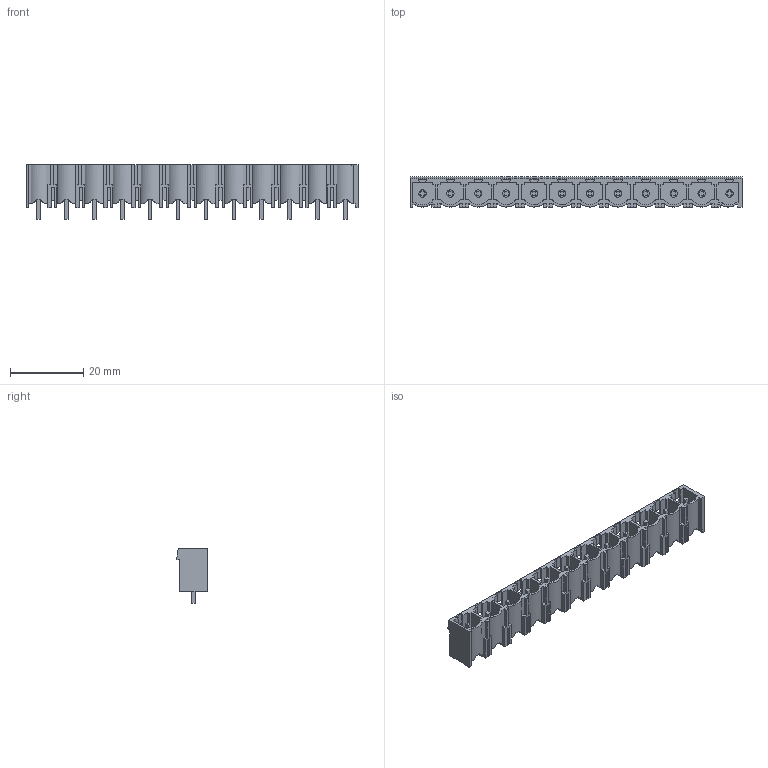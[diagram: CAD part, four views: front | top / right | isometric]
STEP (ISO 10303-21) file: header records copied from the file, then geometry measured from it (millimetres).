
FILE_DESCRIPTION(('CATIA V5 STEP Exchange','CAx-IF Rec.Pracs.--- Model Styling and Organization---1.4--- 2014-01-23'),'2;1');
FILE_NAME ('D1447754_1_1048970000_1048970000.stp','2021-05-20T12:46:29+00:00',('none'),('Weidmueller'),'CATIA Version 5-6 Release 2016 SP3 HF44','CATIA V5 STEP AP214','none');
FILE_SCHEMA(('AUTOMOTIVE_DESIGN { 1 0 10303 214 1 1 1 1 }'));
Length unit declared in the file: millimetre
Products named in the file (1): 1048970000
Bounding box: 90.62 x 8.4 x 14.95 mm (x, y, z)
Volume: 3246.4 mm3; surface area: 7955.4 mm2
Topology: 13 solids, 13 shells, 596 faces, 1711 edges, 1141 vertices
Faces by surface type: plane 504, cylinder 92
Entity records: 18276 total; most frequent: CARTESIAN_POINT 3712, ORIENTED_EDGE 3422, DIRECTION 2336, EDGE_CURVE 1711, VECTOR 1502, LINE 1502, VERTEX_POINT 1141, EDGE_LOOP 620
